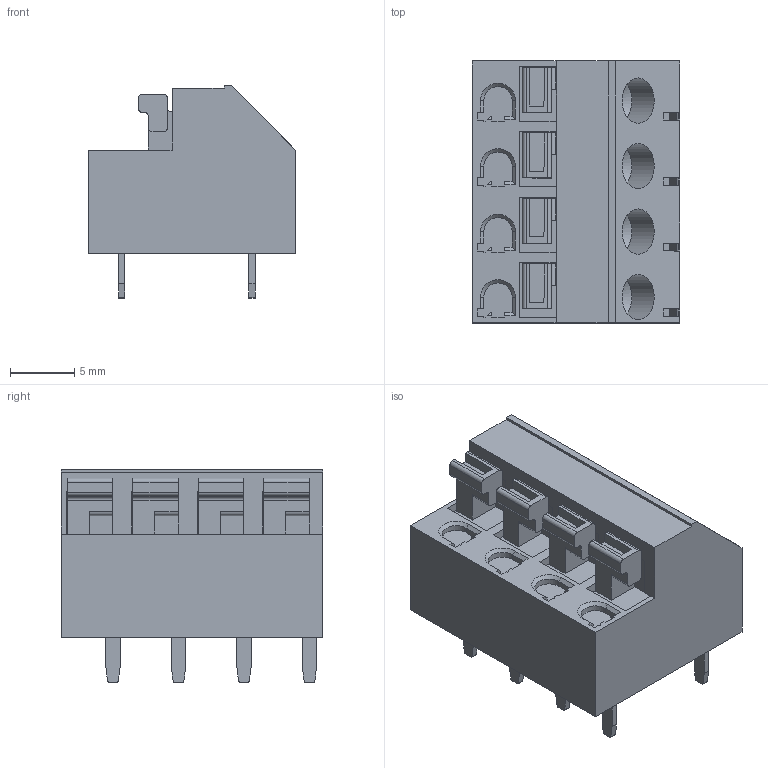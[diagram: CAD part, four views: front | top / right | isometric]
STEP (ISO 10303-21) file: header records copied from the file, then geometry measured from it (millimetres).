
FILE_DESCRIPTION( ( 'STEP AP214' ), '1' );
FILE_NAME( 'MX832-50804-20190227.stp', '2023-04-07T05:54:12', ( ' ' ), ( ' ' ), 'XStep 1.0', ' ', ' ' );
FILE_SCHEMA( ( 'CONFIG_CONTROL_DESIGN) ( )' ) );
Length unit declared in the file: metre
Products named in the file (1): 1
Bounding box: 16.1 x 20.32 x 16.5 mm (x, y, z)
Volume: 3149.8 mm3; surface area: 2540.3 mm2
Topology: 1 solids, 5 shells, 479 faces, 1359 edges, 898 vertices
Faces by surface type: plane 391, cylinder 80, revolution 4, cone 4
Full cylindrical faces by diameter (mm): 2.015 x4, 3.516 x4
Entity records: 15328 total; most frequent: CARTESIAN_POINT 2757, ORIENTED_EDGE 2686, DIRECTION 2463, EDGE_CURVE 1343, LINE 1179, VECTOR 1179, VERTEX_POINT 894, AXIS2_PLACEMENT_3D 640
